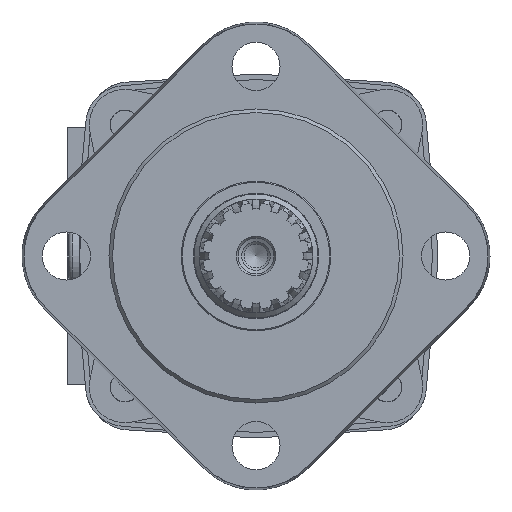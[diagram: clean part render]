
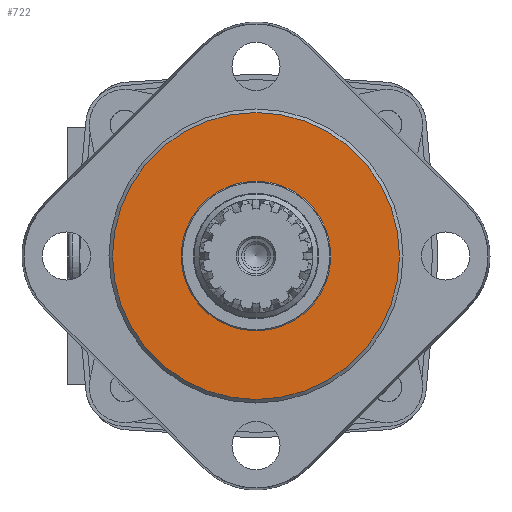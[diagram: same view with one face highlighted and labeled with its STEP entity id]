
A CAD part, left-side view. The second image highlights one B-rep face of the part: STEP entity #722.
In plain terms, the highlighted planar face has unit normal (-1, 0, 0).
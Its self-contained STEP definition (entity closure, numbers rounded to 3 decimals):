
#722 = ADVANCED_FACE( '', ( #1730, #1731 ), #1732, .F. );
#1730 = FACE_OUTER_BOUND( '', #3219, .T. );
#1731 = FACE_BOUND( '', #3220, .T. );
#1732 = PLANE( '', #3221 );
#3219 = EDGE_LOOP( '', ( #5021 ) );
#3220 = EDGE_LOOP( '', ( #5022 ) );
#3221 = AXIS2_PLACEMENT_3D( '', #5023, #5024, #5025 );
#5021 = ORIENTED_EDGE( '', *, *, #8759, .F. );
#5022 = ORIENTED_EDGE( '', *, *, #8760, .T. );
#5023 = CARTESIAN_POINT( '', ( -6.1, 21., 0. ) );
#5024 = DIRECTION( '', ( 1., 0., 0. ) );
#5025 = DIRECTION( '', ( 0., 0., -1. ) );
#8759 = EDGE_CURVE( '', #10525, #10525, #10526, .T. );
#8760 = EDGE_CURVE( '', #10527, #10527, #10528, .T. );
#10525 = VERTEX_POINT( '', #13386 );
#10526 = CIRCLE( '', #13387, 40.25 );
#10527 = VERTEX_POINT( '', #13388 );
#10528 = CIRCLE( '', #13389, 21. );
#13386 = CARTESIAN_POINT( '', ( -6.1, 0., -40.25 ) );
#13387 = AXIS2_PLACEMENT_3D( '', #16586, #16587, #16588 );
#13388 = CARTESIAN_POINT( '', ( -6.1, 0., -21. ) );
#13389 = AXIS2_PLACEMENT_3D( '', #16589, #16590, #16591 );
#16586 = CARTESIAN_POINT( '', ( -6.1, 0., 0. ) );
#16587 = DIRECTION( '', ( 1., 0., 0. ) );
#16588 = DIRECTION( '', ( 0., 0., -1. ) );
#16589 = CARTESIAN_POINT( '', ( -6.1, 0., 0. ) );
#16590 = DIRECTION( '', ( 1., 0., 0. ) );
#16591 = DIRECTION( '', ( 0., 0., -1. ) );
